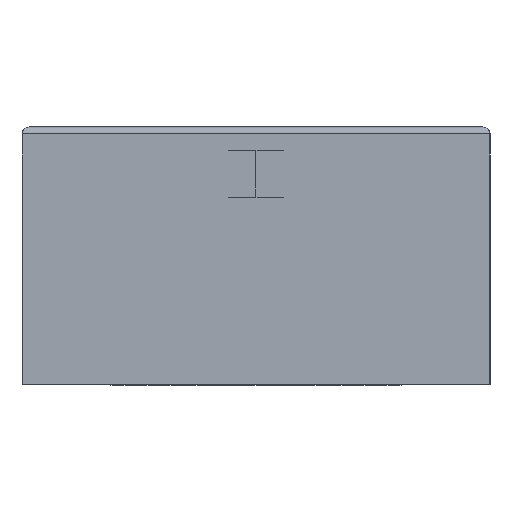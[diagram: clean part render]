
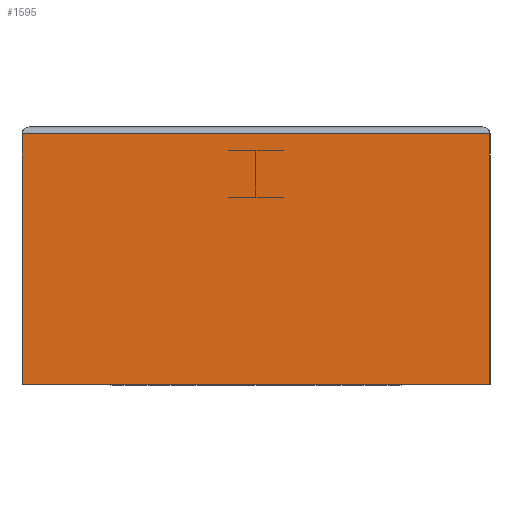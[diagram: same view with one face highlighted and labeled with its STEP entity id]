
A CAD part, left-side view. The second image highlights one B-rep face of the part: STEP entity #1595.
In plain terms, the highlighted planar face has unit normal (-1, 0, 0).
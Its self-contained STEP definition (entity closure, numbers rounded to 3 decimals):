
#107 = VERTEX_POINT ( 'NONE', #1435 ) ;
#156 = DIRECTION ( 'NONE',  ( 0., 1., 0. ) ) ;
#278 = ORIENTED_EDGE ( 'NONE', *, *, #3342, .T. ) ;
#304 = DIRECTION ( 'NONE',  ( -1., 0., 0. ) ) ;
#311 = AXIS2_PLACEMENT_3D ( 'NONE', #2445, #304, #3631 ) ;
#325 = FACE_OUTER_BOUND ( 'NONE', #2682, .T. ) ;
#548 = CARTESIAN_POINT ( 'NONE',  ( -2., 1., 0. ) ) ;
#639 = CARTESIAN_POINT ( 'NONE',  ( -2., 1., 1.07 ) ) ;
#799 = LINE ( 'NONE', #548, #1947 ) ;
#807 = EDGE_CURVE ( 'NONE', #3012, #2521, #799, .T. ) ;
#814 = ORIENTED_EDGE ( 'NONE', *, *, #1452, .T. ) ;
#917 = CARTESIAN_POINT ( 'NONE',  ( -2., 1., 0. ) ) ;
#969 = DIRECTION ( 'NONE',  ( 0., 0., -1. ) ) ;
#1127 = CARTESIAN_POINT ( 'NONE',  ( -2., -1., 0. ) ) ;
#1290 = LINE ( 'NONE', #3739, #1358 ) ;
#1358 = VECTOR ( 'NONE', #3116, 1000. ) ;
#1426 = ORIENTED_EDGE ( 'NONE', *, *, #3120, .F. ) ;
#1435 = CARTESIAN_POINT ( 'NONE',  ( -2., -1., 1.07 ) ) ;
#1452 = EDGE_CURVE ( 'NONE', #107, #3012, #3719, .T. ) ;
#1581 = CARTESIAN_POINT ( 'NONE',  ( -2., -1., 0. ) ) ;
#1595 = ADVANCED_FACE ( 'NONE', ( #325 ), #3319, .T. ) ;
#1833 = LINE ( 'NONE', #1581, #2923 ) ;
#1947 = VECTOR ( 'NONE', #2017, 1000. ) ;
#2017 = DIRECTION ( 'NONE',  ( 0., 0., -1. ) ) ;
#2237 = CARTESIAN_POINT ( 'NONE',  ( -2., -1., 1.07 ) ) ;
#2366 = VERTEX_POINT ( 'NONE', #1127 ) ;
#2445 = CARTESIAN_POINT ( 'NONE',  ( -2., -1., 0. ) ) ;
#2521 = VERTEX_POINT ( 'NONE', #917 ) ;
#2682 = EDGE_LOOP ( 'NONE', ( #3354, #278, #1426, #814 ) ) ;
#2688 = VECTOR ( 'NONE', #156, 1000. ) ;
#2923 = VECTOR ( 'NONE', #969, 1000. ) ;
#3012 = VERTEX_POINT ( 'NONE', #639 ) ;
#3116 = DIRECTION ( 'NONE',  ( 0., -1., 0. ) ) ;
#3120 = EDGE_CURVE ( 'NONE', #107, #2366, #1833, .T. ) ;
#3319 = PLANE ( 'NONE',  #311 ) ;
#3342 = EDGE_CURVE ( 'NONE', #2521, #2366, #1290, .T. ) ;
#3354 = ORIENTED_EDGE ( 'NONE', *, *, #807, .T. ) ;
#3631 = DIRECTION ( 'NONE',  ( 0., 0., 1. ) ) ;
#3719 = LINE ( 'NONE', #2237, #2688 ) ;
#3739 = CARTESIAN_POINT ( 'NONE',  ( -2., 1., 0. ) ) ;
